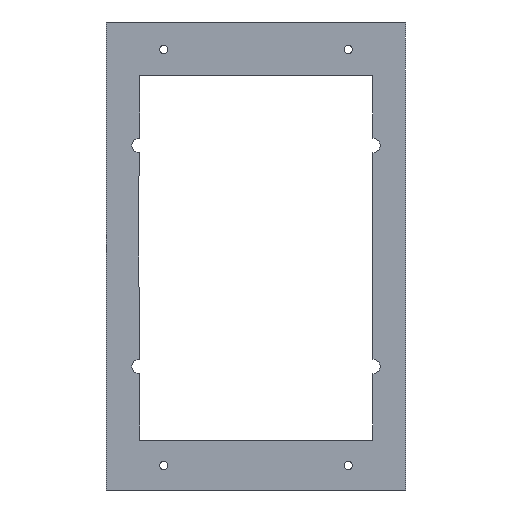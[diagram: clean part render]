
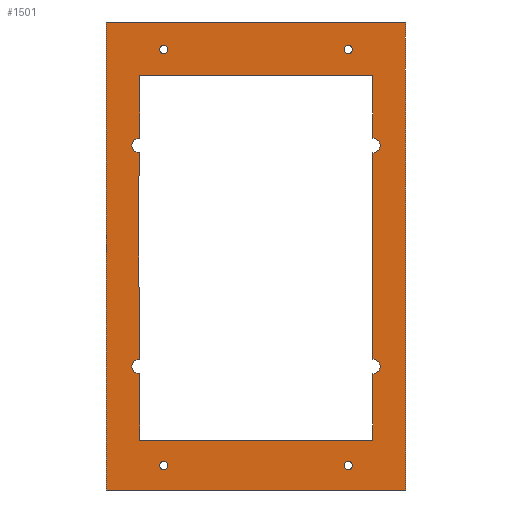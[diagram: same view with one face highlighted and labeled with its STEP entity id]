
A CAD part, front view. The second image highlights one B-rep face of the part: STEP entity #1501.
In plain terms, the highlighted planar face has unit normal (0, -1, 0).
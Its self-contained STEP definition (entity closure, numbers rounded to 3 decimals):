
#15=FACE_BOUND('',#174,.T.);
#16=FACE_BOUND('',#175,.T.);
#17=FACE_BOUND('',#176,.T.);
#18=FACE_BOUND('',#177,.T.);
#19=FACE_BOUND('',#178,.T.);
#29=PLANE('',#1608);
#97=FACE_OUTER_BOUND('',#173,.T.);
#173=EDGE_LOOP('',(#1083,#1084,#1085,#1086));
#174=EDGE_LOOP('',(#1087));
#175=EDGE_LOOP('',(#1088));
#176=EDGE_LOOP('',(#1089));
#177=EDGE_LOOP('',(#1090));
#178=EDGE_LOOP('',(#1091,#1092,#1093,#1094,#1095,#1096,#1097,#1098,#1099,
#1100,#1101,#1102,#1103,#1104,#1105,#1106));
#261=LINE('',#2161,#451);
#264=LINE('',#2167,#454);
#267=LINE('',#2173,#457);
#275=LINE('',#2193,#465);
#276=LINE('',#2195,#466);
#277=LINE('',#2197,#467);
#278=LINE('',#2198,#468);
#279=LINE('',#2202,#469);
#280=LINE('',#2205,#470);
#281=LINE('',#2207,#471);
#282=LINE('',#2208,#472);
#283=LINE('',#2209,#473);
#284=LINE('',#2211,#474);
#285=LINE('',#2212,#475);
#451=VECTOR('',#1753,10.);
#454=VECTOR('',#1758,10.);
#457=VECTOR('',#1763,10.);
#465=VECTOR('',#1777,10.);
#466=VECTOR('',#1778,10.);
#467=VECTOR('',#1779,10.);
#468=VECTOR('',#1780,10.);
#469=VECTOR('',#1783,10.);
#470=VECTOR('',#1786,10.);
#471=VECTOR('',#1787,10.);
#472=VECTOR('',#1788,10.);
#473=VECTOR('',#1789,10.);
#474=VECTOR('',#1790,10.);
#475=VECTOR('',#1791,10.);
#627=CIRCLE('',#1580,1.6);
#629=CIRCLE('',#1583,1.6);
#631=CIRCLE('',#1586,1.6);
#633=CIRCLE('',#1589,1.6);
#636=CIRCLE('',#1593,2.75);
#638=CIRCLE('',#1596,2.75);
#639=CIRCLE('',#1598,2.75);
#642=CIRCLE('',#1602,2.75);
#644=CIRCLE('',#1609,4.);
#645=CIRCLE('',#1610,4.);
#659=VERTEX_POINT('',#2097);
#661=VERTEX_POINT('',#2103);
#663=VERTEX_POINT('',#2109);
#665=VERTEX_POINT('',#2115);
#668=VERTEX_POINT('',#2122);
#670=VERTEX_POINT('',#2126);
#672=VERTEX_POINT('',#2131);
#674=VERTEX_POINT('',#2135);
#675=VERTEX_POINT('',#2139);
#677=VERTEX_POINT('',#2142);
#680=VERTEX_POINT('',#2149);
#682=VERTEX_POINT('',#2153);
#684=VERTEX_POINT('',#2159);
#686=VERTEX_POINT('',#2165);
#688=VERTEX_POINT('',#2171);
#696=VERTEX_POINT('',#2191);
#697=VERTEX_POINT('',#2192);
#698=VERTEX_POINT('',#2194);
#699=VERTEX_POINT('',#2196);
#700=VERTEX_POINT('',#2199);
#701=VERTEX_POINT('',#2201);
#702=VERTEX_POINT('',#2203);
#703=VERTEX_POINT('',#2206);
#704=VERTEX_POINT('',#2210);
#807=EDGE_CURVE('',#659,#659,#627,.T.);
#810=EDGE_CURVE('',#661,#661,#629,.T.);
#813=EDGE_CURVE('',#663,#663,#631,.T.);
#816=EDGE_CURVE('',#665,#665,#633,.T.);
#822=EDGE_CURVE('',#668,#670,#636,.T.);
#826=EDGE_CURVE('',#672,#674,#638,.T.);
#828=EDGE_CURVE('',#677,#675,#639,.T.);
#834=EDGE_CURVE('',#680,#682,#642,.T.);
#837=EDGE_CURVE('',#670,#684,#261,.T.);
#840=EDGE_CURVE('',#674,#686,#264,.T.);
#843=EDGE_CURVE('',#688,#675,#267,.T.);
#852=EDGE_CURVE('',#696,#697,#275,.T.);
#853=EDGE_CURVE('',#697,#698,#276,.T.);
#854=EDGE_CURVE('',#699,#698,#277,.T.);
#855=EDGE_CURVE('',#696,#699,#278,.T.);
#856=EDGE_CURVE('',#684,#700,#644,.T.);
#857=EDGE_CURVE('',#701,#700,#279,.T.);
#858=EDGE_CURVE('',#701,#702,#645,.T.);
#859=EDGE_CURVE('',#702,#672,#280,.T.);
#860=EDGE_CURVE('',#703,#686,#281,.T.);
#861=EDGE_CURVE('',#680,#703,#282,.T.);
#862=EDGE_CURVE('',#677,#682,#283,.T.);
#863=EDGE_CURVE('',#688,#704,#284,.T.);
#864=EDGE_CURVE('',#704,#668,#285,.T.);
#1083=ORIENTED_EDGE('',*,*,#852,.T.);
#1084=ORIENTED_EDGE('',*,*,#853,.T.);
#1085=ORIENTED_EDGE('',*,*,#854,.F.);
#1086=ORIENTED_EDGE('',*,*,#855,.F.);
#1087=ORIENTED_EDGE('',*,*,#807,.T.);
#1088=ORIENTED_EDGE('',*,*,#810,.T.);
#1089=ORIENTED_EDGE('',*,*,#813,.T.);
#1090=ORIENTED_EDGE('',*,*,#816,.T.);
#1091=ORIENTED_EDGE('',*,*,#822,.T.);
#1092=ORIENTED_EDGE('',*,*,#837,.T.);
#1093=ORIENTED_EDGE('',*,*,#856,.T.);
#1094=ORIENTED_EDGE('',*,*,#857,.F.);
#1095=ORIENTED_EDGE('',*,*,#858,.T.);
#1096=ORIENTED_EDGE('',*,*,#859,.T.);
#1097=ORIENTED_EDGE('',*,*,#826,.T.);
#1098=ORIENTED_EDGE('',*,*,#840,.T.);
#1099=ORIENTED_EDGE('',*,*,#860,.F.);
#1100=ORIENTED_EDGE('',*,*,#861,.F.);
#1101=ORIENTED_EDGE('',*,*,#834,.T.);
#1102=ORIENTED_EDGE('',*,*,#862,.F.);
#1103=ORIENTED_EDGE('',*,*,#828,.T.);
#1104=ORIENTED_EDGE('',*,*,#843,.F.);
#1105=ORIENTED_EDGE('',*,*,#863,.T.);
#1106=ORIENTED_EDGE('',*,*,#864,.T.);
#1501=ADVANCED_FACE('',(#97,#15,#16,#17,#18,#19),#29,.F.);
#1580=AXIS2_PLACEMENT_3D('',#2098,#1691,#1692);
#1583=AXIS2_PLACEMENT_3D('',#2104,#1698,#1699);
#1586=AXIS2_PLACEMENT_3D('',#2110,#1705,#1706);
#1589=AXIS2_PLACEMENT_3D('',#2116,#1712,#1713);
#1593=AXIS2_PLACEMENT_3D('',#2128,#1723,#1724);
#1596=AXIS2_PLACEMENT_3D('',#2137,#1731,#1732);
#1598=AXIS2_PLACEMENT_3D('',#2143,#1736,#1737);
#1602=AXIS2_PLACEMENT_3D('',#2155,#1747,#1748);
#1608=AXIS2_PLACEMENT_3D('',#2190,#1775,#1776);
#1609=AXIS2_PLACEMENT_3D('',#2200,#1781,#1782);
#1610=AXIS2_PLACEMENT_3D('',#2204,#1784,#1785);
#1691=DIRECTION('center_axis',(0.,1.,0.));
#1692=DIRECTION('ref_axis',(-1.,0.,0.));
#1698=DIRECTION('center_axis',(0.,1.,0.));
#1699=DIRECTION('ref_axis',(-1.,0.,0.));
#1705=DIRECTION('center_axis',(0.,1.,0.));
#1706=DIRECTION('ref_axis',(-1.,0.,0.));
#1712=DIRECTION('center_axis',(0.,1.,0.));
#1713=DIRECTION('ref_axis',(-1.,0.,0.));
#1723=DIRECTION('center_axis',(0.,1.,0.));
#1724=DIRECTION('ref_axis',(-1.,0.,0.));
#1731=DIRECTION('center_axis',(0.,1.,0.));
#1732=DIRECTION('ref_axis',(-1.,0.,0.));
#1736=DIRECTION('center_axis',(0.,1.,0.));
#1737=DIRECTION('ref_axis',(-1.,0.,0.));
#1747=DIRECTION('center_axis',(0.,1.,0.));
#1748=DIRECTION('ref_axis',(-1.,0.,0.));
#1753=DIRECTION('',(0.,0.,1.));
#1758=DIRECTION('',(0.,0.,1.));
#1763=DIRECTION('',(0.,0.,1.));
#1775=DIRECTION('center_axis',(0.,1.,0.));
#1776=DIRECTION('ref_axis',(-1.,0.,0.));
#1777=DIRECTION('',(0.,0.,-1.));
#1778=DIRECTION('',(1.,0.,0.));
#1779=DIRECTION('',(0.,0.,-1.));
#1780=DIRECTION('',(1.,0.,0.));
#1781=DIRECTION('center_axis',(0.,1.,0.));
#1782=DIRECTION('ref_axis',(0.,0.,-1.));
#1783=DIRECTION('',(0.,0.,-1.));
#1784=DIRECTION('center_axis',(0.,1.,0.));
#1785=DIRECTION('ref_axis',(-1.,0.,0.));
#1786=DIRECTION('',(0.,0.,1.));
#1787=DIRECTION('',(-1.,0.,0.));
#1788=DIRECTION('',(0.,0.,1.));
#1789=DIRECTION('',(0.,0.,1.));
#1790=DIRECTION('',(-1.,0.,0.));
#1791=DIRECTION('',(0.,0.,1.));
#2097=CARTESIAN_POINT('',(37.1,-160.,-478.06));
#2098=CARTESIAN_POINT('Origin',(35.5,-160.,-478.06));
#2103=CARTESIAN_POINT('',(-33.9,-160.,-638.06));
#2104=CARTESIAN_POINT('Origin',(-35.5,-160.,-638.06));
#2109=CARTESIAN_POINT('',(-33.9,-160.,-478.06));
#2110=CARTESIAN_POINT('Origin',(-35.5,-160.,-478.06));
#2115=CARTESIAN_POINT('',(37.1,-160.,-638.06));
#2116=CARTESIAN_POINT('Origin',(35.5,-160.,-638.06));
#2122=CARTESIAN_POINT('',(-44.806,-160.,-602.743));
#2126=CARTESIAN_POINT('',(-44.806,-160.,-597.257));
#2128=CARTESIAN_POINT('Origin',(-45.,-160.,-600.));
#2131=CARTESIAN_POINT('',(-44.806,-160.,-517.743));
#2135=CARTESIAN_POINT('',(-44.806,-160.,-512.257));
#2137=CARTESIAN_POINT('Origin',(-45.,-160.,-515.));
#2139=CARTESIAN_POINT('',(45.,-160.,-602.75));
#2142=CARTESIAN_POINT('',(45.,-160.,-597.25));
#2143=CARTESIAN_POINT('Origin',(45.,-160.,-600.));
#2149=CARTESIAN_POINT('',(45.,-160.,-512.25));
#2153=CARTESIAN_POINT('',(45.,-160.,-517.75));
#2155=CARTESIAN_POINT('Origin',(45.,-160.,-515.));
#2159=CARTESIAN_POINT('',(-44.806,-160.,-570.29));
#2161=CARTESIAN_POINT('',(-44.806,-160.,-628.309));
#2165=CARTESIAN_POINT('',(-44.806,-160.,-488.06));
#2167=CARTESIAN_POINT('',(-44.806,-160.,-628.309));
#2171=CARTESIAN_POINT('',(45.,-160.,-628.309));
#2173=CARTESIAN_POINT('',(45.,-160.,-628.309));
#2190=CARTESIAN_POINT('Origin',(0.,-160.,-557.5));
#2191=CARTESIAN_POINT('',(-57.5,-160.,-467.5));
#2192=CARTESIAN_POINT('',(-57.5,-160.,-647.5));
#2193=CARTESIAN_POINT('',(-57.5,-160.,-467.5));
#2194=CARTESIAN_POINT('',(57.5,-160.,-647.5));
#2195=CARTESIAN_POINT('',(-57.5,-160.,-647.5));
#2196=CARTESIAN_POINT('',(57.5,-160.,-467.5));
#2197=CARTESIAN_POINT('',(57.5,-160.,-467.5));
#2198=CARTESIAN_POINT('',(-57.5,-160.,-467.5));
#2199=CARTESIAN_POINT('',(-45.,-160.,-569.06));
#2200=CARTESIAN_POINT('Origin',(-41.,-160.,-569.06));
#2201=CARTESIAN_POINT('',(-45.,-160.,-527.056));
#2202=CARTESIAN_POINT('',(-45.,-160.,-527.056));
#2203=CARTESIAN_POINT('',(-44.806,-160.,-525.826));
#2204=CARTESIAN_POINT('Origin',(-41.,-160.,-527.056));
#2205=CARTESIAN_POINT('',(-44.806,-160.,-628.309));
#2206=CARTESIAN_POINT('',(45.,-160.,-488.06));
#2207=CARTESIAN_POINT('',(45.,-160.,-488.06));
#2208=CARTESIAN_POINT('',(45.,-160.,-628.309));
#2209=CARTESIAN_POINT('',(45.,-160.,-628.309));
#2210=CARTESIAN_POINT('',(-44.806,-160.,-628.309));
#2211=CARTESIAN_POINT('',(45.,-160.,-628.309));
#2212=CARTESIAN_POINT('',(-44.806,-160.,-628.309));
